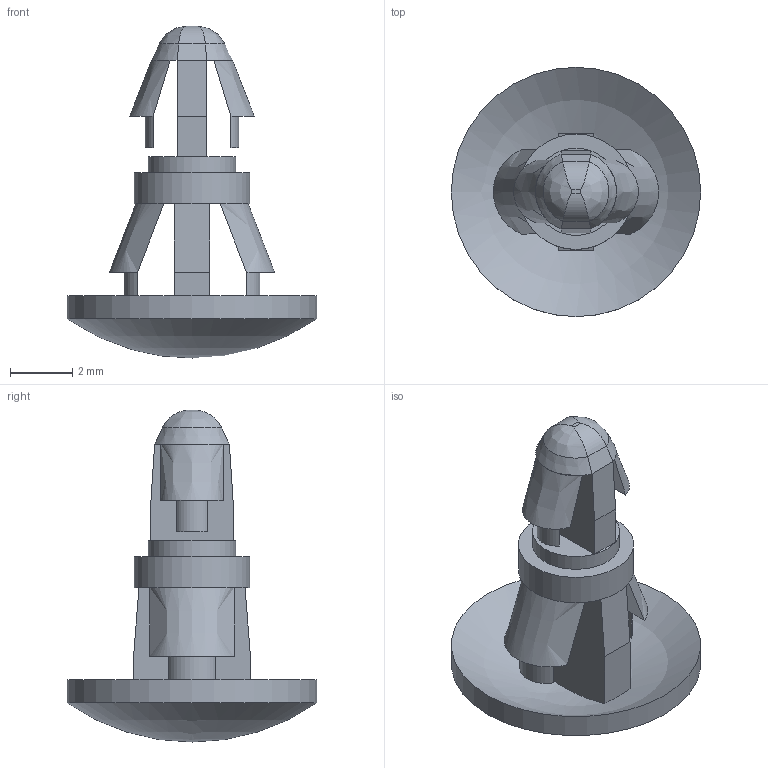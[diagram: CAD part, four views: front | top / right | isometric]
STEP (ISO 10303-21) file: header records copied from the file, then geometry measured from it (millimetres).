
FILE_DESCRIPTION( ( 'Unknown' ), '1' );
FILE_NAME( '709440400.stp', 'Unknown', ( 'Unknown' ), ( 'Unknown' ), 'PSStep 19.0.9', 'Unknown', ' ' );
FILE_SCHEMA( ( 'AUTOMOTIVE_DESIGN { 1 0 10303 214 1 1 1 1 }' ) );
Length unit declared in the file: millimetre
Products named in the file (1): 1
Bounding box: 8 x 8 x 10.65 mm (x, y, z)
Volume: 88.7 mm3; surface area: 289.9 mm2
Topology: 2 solids, 2 shells, 59 faces, 135 edges, 78 vertices
Faces by surface type: plane 40, cylinder 9, bspline 6, cone 2, sphere 2
Full cylindrical faces by diameter (mm): 2.8 x1, 3.7 x1, 8 x1
Entity records: 2262 total; most frequent: CARTESIAN_POINT 608, ORIENTED_EDGE 238, DIRECTION 228, EDGE_CURVE 119, AXIS2_PLACEMENT_3D 82, VERTEX_POINT 72, EDGE_LOOP 66, LINE 64
